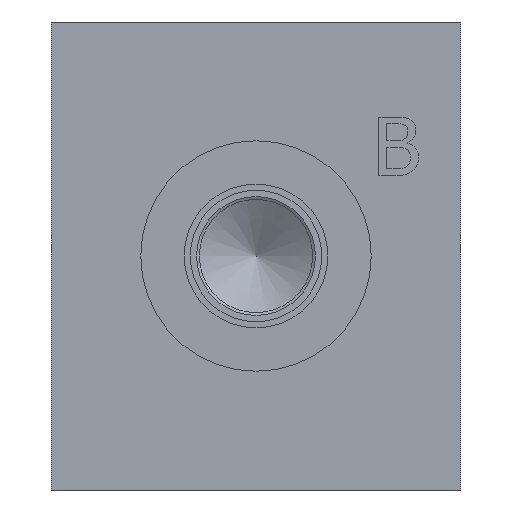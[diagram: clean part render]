
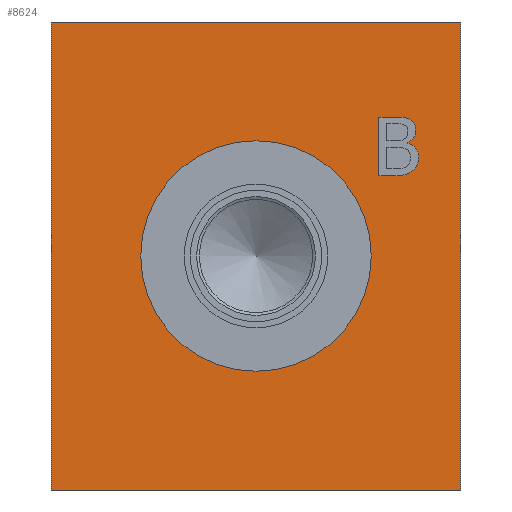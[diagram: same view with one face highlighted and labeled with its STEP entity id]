
A CAD part, front view. The second image highlights one B-rep face of the part: STEP entity #8624.
In plain terms, the highlighted planar face has unit normal (0, -1, 0).
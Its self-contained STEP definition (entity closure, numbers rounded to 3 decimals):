
#70=CIRCLE('',#8964,12.51);
#71=CIRCLE('',#8965,12.51);
#218=FACE_BOUND('',#1362,.T.);
#219=FACE_BOUND('',#1363,.T.);
#499=PLANE('',#8963);
#886=FACE_OUTER_BOUND('',#1361,.T.);
#1361=EDGE_LOOP('',(#7394,#7395,#7396,#7397));
#1362=EDGE_LOOP('',(#7398,#7399,#7400,#7401,#7402,#7403,#7404,#7405,#7406,
#7407));
#1363=EDGE_LOOP('',(#7408,#7409));
#1787=LINE('',#13163,#2628);
#2229=LINE('',#14361,#3070);
#2235=LINE('',#14424,#3076);
#2238=LINE('',#14430,#3079);
#2241=LINE('',#14436,#3082);
#2245=LINE('',#14478,#3086);
#2246=LINE('',#14480,#3087);
#2247=LINE('',#14481,#3088);
#2628=VECTOR('',#9647,10.);
#3070=VECTOR('',#10415,10.);
#3076=VECTOR('',#10423,10.);
#3079=VECTOR('',#10428,10.);
#3082=VECTOR('',#10433,10.);
#3086=VECTOR('',#10441,10.);
#3087=VECTOR('',#10442,10.);
#3088=VECTOR('',#10443,10.);
#3369=B_SPLINE_CURVE_WITH_KNOTS('',2,(#14347,#14348,#14349,#14350),
 .UNSPECIFIED.,.F.,.F.,(3,1,3),(0.,1.,2.),.UNSPECIFIED.);
#3371=B_SPLINE_CURVE_WITH_KNOTS('',2,(#14374,#14375,#14376,#14377),
 .UNSPECIFIED.,.F.,.F.,(3,1,3),(0.,1.,2.),.UNSPECIFIED.);
#3373=B_SPLINE_CURVE_WITH_KNOTS('',2,(#14393,#14394,#14395,#14396),
 .UNSPECIFIED.,.F.,.F.,(3,1,3),(0.,1.,2.),.UNSPECIFIED.);
#3375=B_SPLINE_CURVE_WITH_KNOTS('',2,(#14412,#14413,#14414,#14415),
 .UNSPECIFIED.,.F.,.F.,(3,1,3),(0.,1.,2.),.UNSPECIFIED.);
#3377=B_SPLINE_CURVE_WITH_KNOTS('',2,(#14449,#14450,#14451,#14452),
 .UNSPECIFIED.,.F.,.F.,(3,1,3),(0.,1.,2.),.UNSPECIFIED.);
#3379=B_SPLINE_CURVE_WITH_KNOTS('',2,(#14467,#14468,#14469,#14470),
 .UNSPECIFIED.,.F.,.F.,(3,1,3),(0.,1.,2.),.UNSPECIFIED.);
#3723=VERTEX_POINT('',#13156);
#3726=VERTEX_POINT('',#13161);
#4043=VERTEX_POINT('',#14345);
#4044=VERTEX_POINT('',#14346);
#4047=VERTEX_POINT('',#14360);
#4049=VERTEX_POINT('',#14373);
#4051=VERTEX_POINT('',#14392);
#4053=VERTEX_POINT('',#14411);
#4055=VERTEX_POINT('',#14423);
#4057=VERTEX_POINT('',#14429);
#4059=VERTEX_POINT('',#14435);
#4061=VERTEX_POINT('',#14448);
#4063=VERTEX_POINT('',#14477);
#4064=VERTEX_POINT('',#14479);
#4065=VERTEX_POINT('',#14482);
#4066=VERTEX_POINT('',#14483);
#4715=EDGE_CURVE('',#3723,#3726,#1787,.T.);
#5189=EDGE_CURVE('',#4043,#4044,#3369,.T.);
#5193=EDGE_CURVE('',#4047,#4043,#2229,.T.);
#5196=EDGE_CURVE('',#4049,#4047,#3371,.T.);
#5199=EDGE_CURVE('',#4051,#4049,#3373,.T.);
#5202=EDGE_CURVE('',#4053,#4051,#3375,.T.);
#5205=EDGE_CURVE('',#4055,#4053,#2235,.T.);
#5208=EDGE_CURVE('',#4057,#4055,#2238,.T.);
#5211=EDGE_CURVE('',#4059,#4057,#2241,.T.);
#5214=EDGE_CURVE('',#4061,#4059,#3377,.T.);
#5217=EDGE_CURVE('',#4044,#4061,#3379,.T.);
#5219=EDGE_CURVE('',#4063,#3723,#2245,.T.);
#5220=EDGE_CURVE('',#4064,#3726,#2246,.T.);
#5221=EDGE_CURVE('',#4063,#4064,#2247,.T.);
#5222=EDGE_CURVE('',#4065,#4066,#70,.T.);
#5223=EDGE_CURVE('',#4066,#4065,#71,.T.);
#7394=ORIENTED_EDGE('',*,*,#5219,.T.);
#7395=ORIENTED_EDGE('',*,*,#4715,.T.);
#7396=ORIENTED_EDGE('',*,*,#5220,.F.);
#7397=ORIENTED_EDGE('',*,*,#5221,.F.);
#7398=ORIENTED_EDGE('',*,*,#5189,.T.);
#7399=ORIENTED_EDGE('',*,*,#5217,.T.);
#7400=ORIENTED_EDGE('',*,*,#5214,.T.);
#7401=ORIENTED_EDGE('',*,*,#5211,.T.);
#7402=ORIENTED_EDGE('',*,*,#5208,.T.);
#7403=ORIENTED_EDGE('',*,*,#5205,.T.);
#7404=ORIENTED_EDGE('',*,*,#5202,.T.);
#7405=ORIENTED_EDGE('',*,*,#5199,.T.);
#7406=ORIENTED_EDGE('',*,*,#5196,.T.);
#7407=ORIENTED_EDGE('',*,*,#5193,.T.);
#7408=ORIENTED_EDGE('',*,*,#5222,.T.);
#7409=ORIENTED_EDGE('',*,*,#5223,.T.);
#8624=ADVANCED_FACE('',(#886,#218,#219),#499,.T.);
#8963=AXIS2_PLACEMENT_3D('',#14476,#10439,#10440);
#8964=AXIS2_PLACEMENT_3D('',#14484,#10444,#10445);
#8965=AXIS2_PLACEMENT_3D('',#14485,#10446,#10447);
#9647=DIRECTION('',(0.,0.,1.));
#10415=DIRECTION('',(0.,0.,-1.));
#10423=DIRECTION('',(1.,0.,0.));
#10428=DIRECTION('',(0.,0.,1.));
#10433=DIRECTION('',(-1.,0.,0.));
#10439=DIRECTION('center_axis',(0.,-1.,0.));
#10440=DIRECTION('ref_axis',(1.,0.,0.));
#10441=DIRECTION('',(1.,0.,0.));
#10442=DIRECTION('',(1.,0.,0.));
#10443=DIRECTION('',(0.,0.,1.));
#10444=DIRECTION('center_axis',(0.,1.,0.));
#10445=DIRECTION('ref_axis',(1.,0.,0.));
#10446=DIRECTION('center_axis',(0.,1.,0.));
#10447=DIRECTION('ref_axis',(1.,0.,0.));
#13156=CARTESIAN_POINT('',(44.45,0.,0.));
#13161=CARTESIAN_POINT('',(44.45,0.,50.8));
#13163=CARTESIAN_POINT('',(44.45,0.,0.));
#14345=CARTESIAN_POINT('',(38.687,0.,37.661));
#14346=CARTESIAN_POINT('',(39.875,0.,36.082));
#14347=CARTESIAN_POINT('Ctrl Pts',(38.687,0.,37.661));
#14348=CARTESIAN_POINT('Ctrl Pts',(39.253,0.,37.507));
#14349=CARTESIAN_POINT('Ctrl Pts',(39.875,0.,36.689));
#14350=CARTESIAN_POINT('Ctrl Pts',(39.875,0.,36.082));
#14360=CARTESIAN_POINT('',(38.687,0.,37.692));
#14361=CARTESIAN_POINT('',(38.687,0.,18.846));
#14373=CARTESIAN_POINT('',(39.577,0.,39.051));
#14374=CARTESIAN_POINT('Ctrl Pts',(39.577,0.,39.051));
#14375=CARTESIAN_POINT('Ctrl Pts',(39.577,0.,38.603));
#14376=CARTESIAN_POINT('Ctrl Pts',(39.103,0.,37.893));
#14377=CARTESIAN_POINT('Ctrl Pts',(38.687,0.,37.692));
#14392=CARTESIAN_POINT('',(38.918,0.,40.224));
#14393=CARTESIAN_POINT('Ctrl Pts',(38.918,0.,40.224));
#14394=CARTESIAN_POINT('Ctrl Pts',(39.263,0.,40.044));
#14395=CARTESIAN_POINT('Ctrl Pts',(39.577,0.,39.452));
#14396=CARTESIAN_POINT('Ctrl Pts',(39.577,0.,39.051));
#14411=CARTESIAN_POINT('',(37.251,0.,40.481));
#14412=CARTESIAN_POINT('Ctrl Pts',(37.251,0.,40.481));
#14413=CARTESIAN_POINT('Ctrl Pts',(37.93,0.,40.481));
#14414=CARTESIAN_POINT('Ctrl Pts',(38.609,0.,40.394));
#14415=CARTESIAN_POINT('Ctrl Pts',(38.918,0.,40.224));
#14423=CARTESIAN_POINT('',(35.568,0.,40.481));
#14424=CARTESIAN_POINT('',(17.784,0.,40.481));
#14429=CARTESIAN_POINT('',(35.568,0.,34.131));
#14430=CARTESIAN_POINT('',(35.568,0.,17.066));
#14435=CARTESIAN_POINT('',(37.39,0.,34.131));
#14436=CARTESIAN_POINT('',(18.695,0.,34.131));
#14448=CARTESIAN_POINT('',(39.217,0.,34.646));
#14449=CARTESIAN_POINT('Ctrl Pts',(39.217,0.,34.646));
#14450=CARTESIAN_POINT('Ctrl Pts',(38.856,0.,34.368));
#14451=CARTESIAN_POINT('Ctrl Pts',(38.038,0.,34.131));
#14452=CARTESIAN_POINT('Ctrl Pts',(37.39,0.,34.131));
#14467=CARTESIAN_POINT('Ctrl Pts',(39.875,0.,36.082));
#14468=CARTESIAN_POINT('Ctrl Pts',(39.875,0.,35.608));
#14469=CARTESIAN_POINT('Ctrl Pts',(39.515,0.,34.883));
#14470=CARTESIAN_POINT('Ctrl Pts',(39.217,0.,34.646));
#14476=CARTESIAN_POINT('Origin',(0.,0.,0.));
#14477=CARTESIAN_POINT('',(0.,0.,0.));
#14478=CARTESIAN_POINT('',(0.,0.,0.));
#14479=CARTESIAN_POINT('',(0.,0.,50.8));
#14480=CARTESIAN_POINT('',(0.,0.,50.8));
#14481=CARTESIAN_POINT('',(0.,0.,0.));
#14482=CARTESIAN_POINT('',(34.735,0.,25.4));
#14483=CARTESIAN_POINT('',(9.716,0.,25.4));
#14484=CARTESIAN_POINT('Origin',(22.225,0.,25.4));
#14485=CARTESIAN_POINT('Origin',(22.225,0.,25.4));
